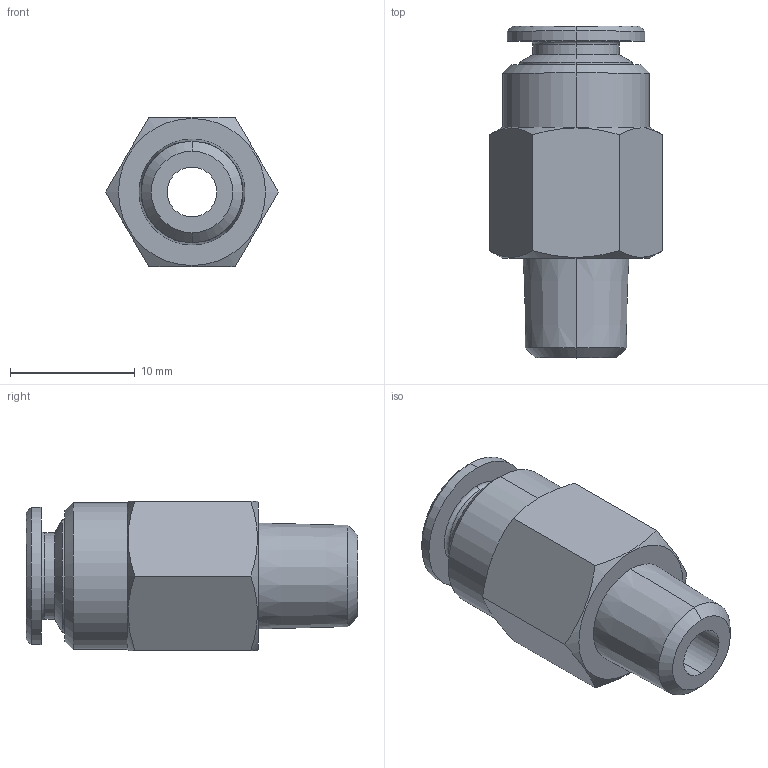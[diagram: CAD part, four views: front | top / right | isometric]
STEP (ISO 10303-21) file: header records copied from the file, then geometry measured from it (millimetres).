
FILE_DESCRIPTION (( 'STEP AP203' ), '1' );
FILE_NAME ('M0010530.STEP', '2010-08-04T12:19:12', ( '' ), ( 'sopra-pneumatic' ), 'SwSTEP 2.0', 'SolidWorks 2009', '' );
FILE_SCHEMA (( 'CONFIG_CONTROL_DESIGN' ));
Length unit declared in the file: millimetre
Products named in the file (1): M0010530
Bounding box: 13.86 x 26.62 x 12 mm (x, y, z)
Volume: 1832 mm3; surface area: 1634.4 mm2
Topology: 1 solids, 1 shells, 60 faces, 134 edges, 80 vertices
Faces by surface type: plane 24, cone 22, cylinder 12, torus 2
Entity records: 1827 total; most frequent: CARTESIAN_POINT 417, DIRECTION 288, ORIENTED_EDGE 268, EDGE_CURVE 134, AXIS2_PLACEMENT_3D 115, VERTEX_POINT 80, EDGE_LOOP 66, ADVANCED_FACE 60
